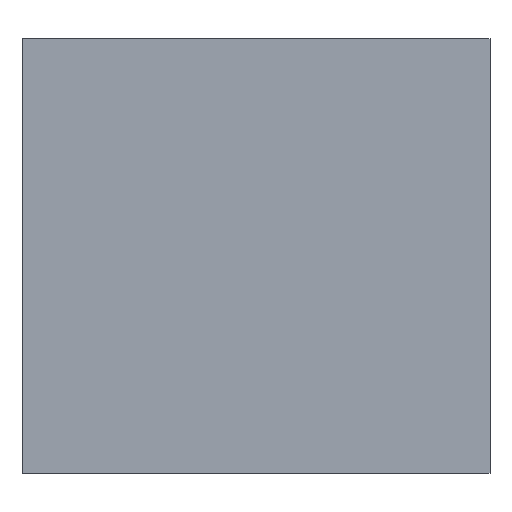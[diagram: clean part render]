
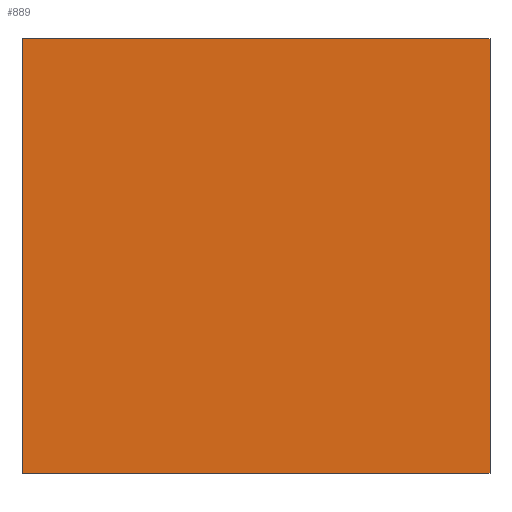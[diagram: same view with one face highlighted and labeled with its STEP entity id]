
A CAD part, front view. The second image highlights one B-rep face of the part: STEP entity #889.
In plain terms, the highlighted planar face has unit normal (0, -1, 0).
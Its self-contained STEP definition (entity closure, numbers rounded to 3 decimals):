
#103 = CARTESIAN_POINT ( 'NONE',  ( -6.9, -11.7, 12.8 ) ) ;
#197 = DIRECTION ( 'NONE',  ( 1., 0., 0. ) ) ;
#302 = DIRECTION ( 'NONE',  ( 0., 0., -1. ) ) ;
#341 = EDGE_CURVE ( 'NONE', #1432, #1864, #1645, .T. ) ;
#371 = DIRECTION ( 'NONE',  ( 0., 1., 0. ) ) ;
#372 = CARTESIAN_POINT ( 'NONE',  ( 6.9, -11.7, 12.8 ) ) ;
#418 = VECTOR ( 'NONE', #302, 1000. ) ;
#494 = DIRECTION ( 'NONE',  ( 1., 0., 0. ) ) ;
#527 = CARTESIAN_POINT ( 'NONE',  ( -6.9, -11.7, 0. ) ) ;
#634 = CARTESIAN_POINT ( 'NONE',  ( -6.9, -11.7, 12.8 ) ) ;
#643 = CARTESIAN_POINT ( 'NONE',  ( -6.9, -11.7, 12.8 ) ) ;
#645 = ORIENTED_EDGE ( 'NONE', *, *, #687, .F. ) ;
#660 = CARTESIAN_POINT ( 'NONE',  ( -6.9, -11.7, 12.8 ) ) ;
#687 = EDGE_CURVE ( 'NONE', #1864, #1654, #1877, .T. ) ;
#732 = VECTOR ( 'NONE', #494, 1000. ) ;
#826 = PLANE ( 'NONE',  #1793 ) ;
#828 = EDGE_CURVE ( 'NONE', #915, #1654, #930, .T. ) ;
#876 = EDGE_CURVE ( 'NONE', #1432, #915, #1625, .T. ) ;
#889 = ADVANCED_FACE ( 'NONE', ( #977 ), #826, .F. ) ;
#915 = VERTEX_POINT ( 'NONE', #527 ) ;
#930 = LINE ( 'NONE', #1506, #1061 ) ;
#977 = FACE_OUTER_BOUND ( 'NONE', #1113, .T. ) ;
#1025 = CARTESIAN_POINT ( 'NONE',  ( 6.9, -11.7, 0. ) ) ;
#1048 = ORIENTED_EDGE ( 'NONE', *, *, #341, .F. ) ;
#1061 = VECTOR ( 'NONE', #197, 1000. ) ;
#1113 = EDGE_LOOP ( 'NONE', ( #1779, #645, #1048, #1257 ) ) ;
#1257 = ORIENTED_EDGE ( 'NONE', *, *, #876, .T. ) ;
#1270 = DIRECTION ( 'NONE',  ( 0., 0., 1. ) ) ;
#1432 = VERTEX_POINT ( 'NONE', #660 ) ;
#1506 = CARTESIAN_POINT ( 'NONE',  ( -6.9, -11.7, 0. ) ) ;
#1556 = VECTOR ( 'NONE', #1745, 1000. ) ;
#1583 = CARTESIAN_POINT ( 'NONE',  ( 6.9, -11.7, 12.8 ) ) ;
#1625 = LINE ( 'NONE', #643, #418 ) ;
#1645 = LINE ( 'NONE', #634, #732 ) ;
#1654 = VERTEX_POINT ( 'NONE', #1025 ) ;
#1745 = DIRECTION ( 'NONE',  ( 0., 0., -1. ) ) ;
#1779 = ORIENTED_EDGE ( 'NONE', *, *, #828, .T. ) ;
#1793 = AXIS2_PLACEMENT_3D ( 'NONE', #103, #371, #1270 ) ;
#1864 = VERTEX_POINT ( 'NONE', #372 ) ;
#1877 = LINE ( 'NONE', #1583, #1556 ) ;
